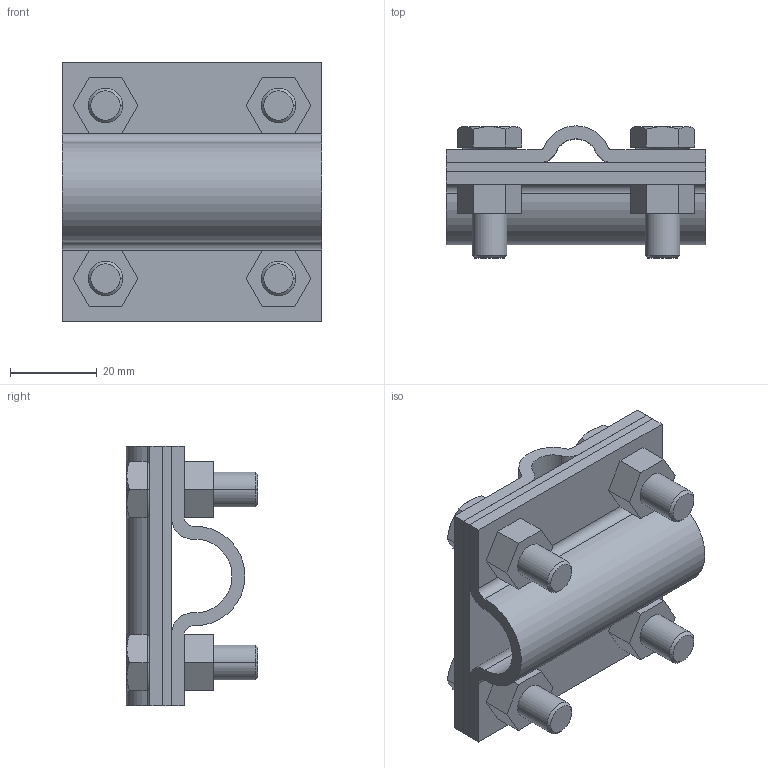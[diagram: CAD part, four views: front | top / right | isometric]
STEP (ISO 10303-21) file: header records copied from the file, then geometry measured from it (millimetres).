
FILE_DESCRIPTION(('Creo Elements/Direct Modeling STEP Export'),'2;1');
FILE_NAME('5312442.stp','2020-03-18T11:10:22',(''),(''),'Creo Elements/Direct Modeling STEP processor for AP214 (Solid Model)','Creo Elements/Direct Modeling 18.0B 02-Dec-2011 (C) Parametric Technology GmbH','');
FILE_SCHEMA(('AUTOMOTIVE_DESIGN { 1 0 10303 214 1 1 1 1 }'));
Length unit declared in the file: millimetre
Products named in the file (6): Sechskantmutter_ISO_4032_-_M_8_-_.2; Zwischenplatte; Obere_Platte.1; Schraube_M_8x25_DIN_933; Unterplatte; Kreuzverbinder
Assembly tree (11 placements, depth 2):
  Kreuzverbinder
    Unterplatte
    Schraube_M_8x25_DIN_933  x4
    Sechskantmutter_ISO_4032_-_M_8_-_.2  x4
    Obere_Platte.1
    Zwischenplatte
Bounding box: 60 x 30.5 x 60 mm (x, y, z)
Volume: 41179 mm3; surface area: 32463.8 mm2
Topology: 11 solids, 11 shells, 230 faces, 524 edges, 328 vertices
Faces by surface type: plane 122, cylinder 60, cone 48
Entity records: 3371 total; most frequent: CARTESIAN_POINT 851, ORIENTED_EDGE 496, DIRECTION 440, EDGE_CURVE 248, VERTEX_POINT 160, AXIS2_PLACEMENT_3D 157, EDGE_LOOP 130, VECTOR 126
